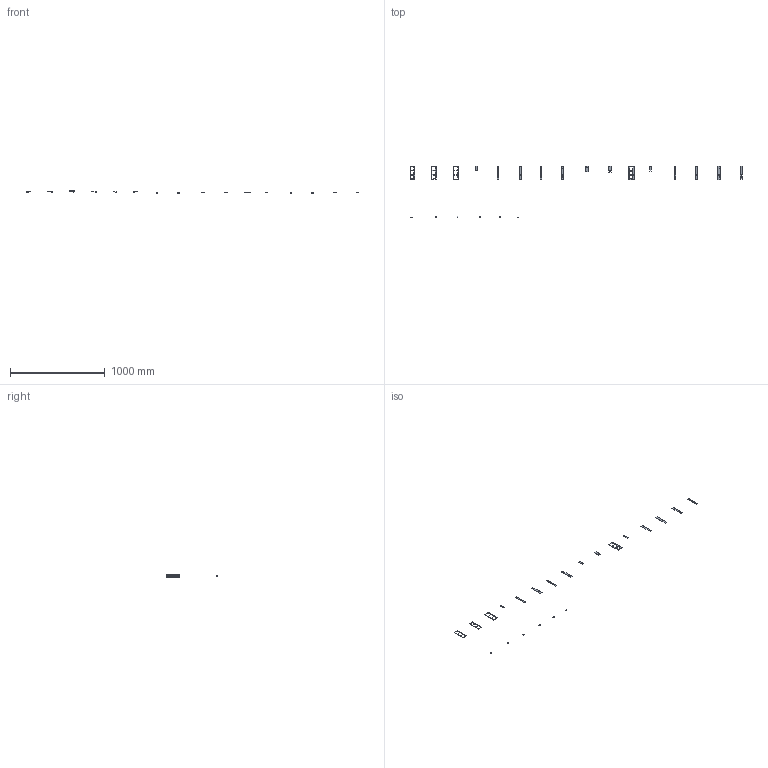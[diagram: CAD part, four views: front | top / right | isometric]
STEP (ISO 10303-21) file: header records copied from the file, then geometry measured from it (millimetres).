
FILE_DESCRIPTION(/* description */ (''),/* implementation_level */ '2;1');
FILE_NAME(/* name */ 'Dissipateur thérmique',/* time_stamp */ '2023-04-25T22:31:19+02:00',/* author */ (''),/* organization */ (''),/* preprocessor_version */ 'ST-DEVELOPER v10',/* originating_system */ '',/* authorisation */ '');
FILE_SCHEMA (('AUTOMOTIVE_DESIGN_CC2'));
Length unit declared in the file: millimetre
Products named in the file (24): 1; 2; 3; 4; 5; 6; 7; 8; 9; 10; 11; 12; 13; 14; 15; 16; 17; 18; 19; 20; 21; 22; 23; 24
Assembly tree (38 placements, depth 2):
  1
    2
    3
    4
    5
    6
    7
    8
    9
    10
    11
    12
    13
    14
    15
    16
    17
    18
    19
    20
    21
    22
    23  x16
    24
Bounding box: 3513.5 x 544.4 x 22.2 mm (x, y, z)
Volume: 40421.3 mm3; surface area: 87981 mm2
Topology: 21 solids, 25 shells, 306 faces, 1232 edges, 1256 vertices
Faces by surface type: bspline 169, plane 137
Entity records: 15507 total; most frequent: CARTESIAN_POINT 7446, ORIENTED_EDGE 1521, B_SPLINE_CURVE_WITH_KNOTS 823, EDGE_CURVE 772, VERTEX_POINT 501, COLOUR_RGB 468, PRESENTATION_STYLE_ASSIGNMENT 468, STYLED_ITEM 468
